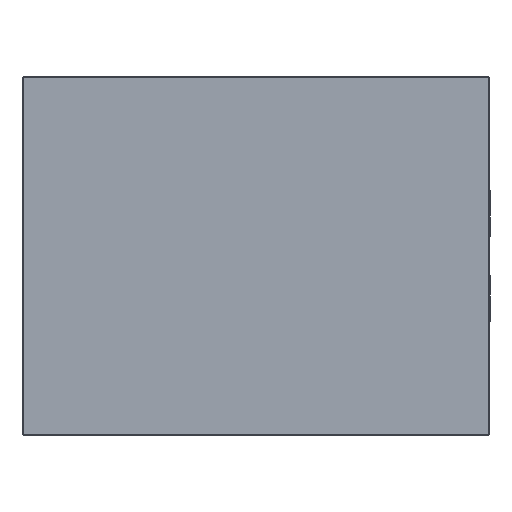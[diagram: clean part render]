
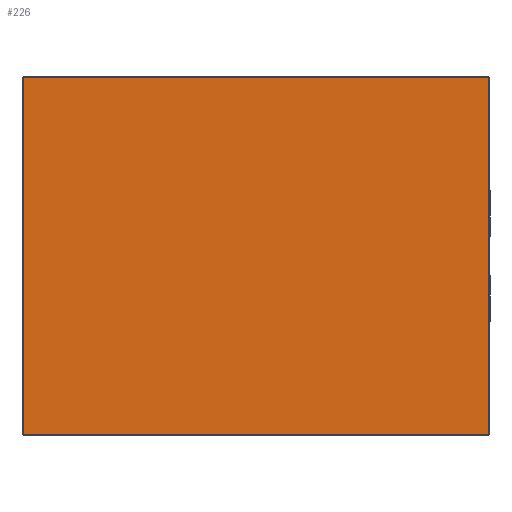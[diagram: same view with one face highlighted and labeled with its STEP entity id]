
A CAD part, front view. The second image highlights one B-rep face of the part: STEP entity #226.
In plain terms, the highlighted planar face has unit normal (0, -1, 0).
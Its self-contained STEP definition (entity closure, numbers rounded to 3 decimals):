
#201=FACE_OUTER_BOUND('',#675,.T.);
#226=ADVANCED_FACE('',(#201),#335,.F.);
#335=PLANE('',#1492);
#370=LINE('',#2162,#418);
#371=LINE('',#2165,#419);
#372=LINE('',#2167,#420);
#373=LINE('',#2169,#421);
#418=VECTOR('',#1717,1.);
#419=VECTOR('',#1718,1.);
#420=VECTOR('',#1719,1.);
#421=VECTOR('',#1720,1.);
#675=EDGE_LOOP('',(#877,#878,#879,#880));
#877=ORIENTED_EDGE('',*,*,#1279,.T.);
#878=ORIENTED_EDGE('',*,*,#1280,.T.);
#879=ORIENTED_EDGE('',*,*,#1281,.T.);
#880=ORIENTED_EDGE('',*,*,#1282,.T.);
#1145=VERTEX_POINT('',#2163);
#1146=VERTEX_POINT('',#2164);
#1147=VERTEX_POINT('',#2166);
#1148=VERTEX_POINT('',#2168);
#1279=EDGE_CURVE('',#1145,#1146,#370,.T.);
#1280=EDGE_CURVE('',#1146,#1147,#371,.T.);
#1281=EDGE_CURVE('',#1147,#1148,#372,.T.);
#1282=EDGE_CURVE('',#1148,#1145,#373,.T.);
#1492=AXIS2_PLACEMENT_3D('',#2170,#1721,#1722);
#1717=DIRECTION('',(0.,0.,-1.));
#1718=DIRECTION('',(1.,0.,0.));
#1719=DIRECTION('',(0.,0.,1.));
#1720=DIRECTION('',(-1.,0.,0.));
#1721=DIRECTION('',(0.,1.,0.));
#1722=DIRECTION('',(0.,0.,1.));
#2162=CARTESIAN_POINT('',(1.,-150.,150.));
#2163=CARTESIAN_POINT('',(1.,-150.,149.));
#2164=CARTESIAN_POINT('',(1.,-150.,-149.));
#2165=CARTESIAN_POINT('',(390.,-150.,-149.));
#2166=CARTESIAN_POINT('',(389.,-150.,-149.));
#2167=CARTESIAN_POINT('',(389.,-150.,150.));
#2168=CARTESIAN_POINT('',(389.,-150.,149.));
#2169=CARTESIAN_POINT('',(390.,-150.,149.));
#2170=CARTESIAN_POINT('',(390.,-150.,150.));
